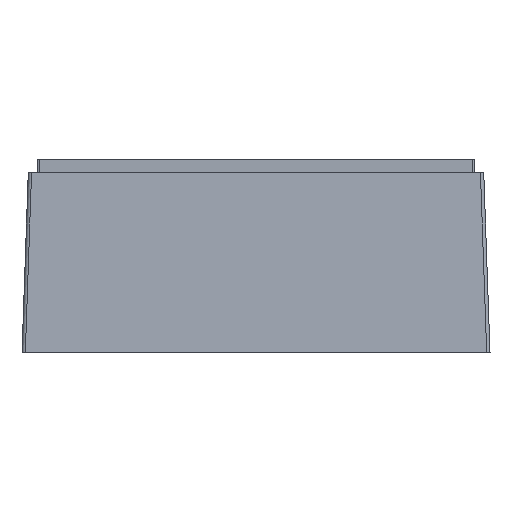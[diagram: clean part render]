
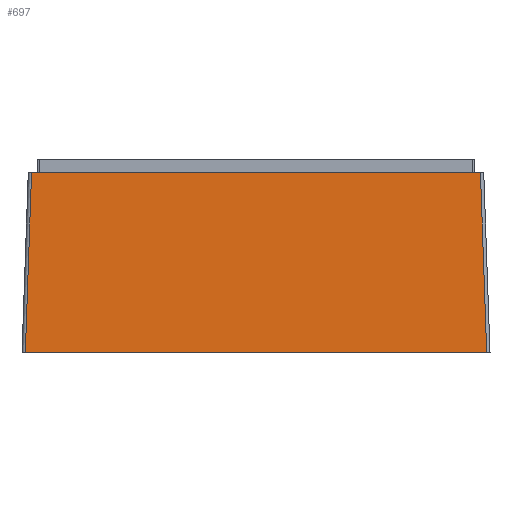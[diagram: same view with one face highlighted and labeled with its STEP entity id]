
A CAD part, front view. The second image highlights one B-rep face of the part: STEP entity #697.
In plain terms, the highlighted planar face has unit normal (0, -0.999, 0.035).
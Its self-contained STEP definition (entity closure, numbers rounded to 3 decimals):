
#684=AXIS2_PLACEMENT_3D('Plane Axis2P3D',#681,#682,#683) ;
#430=CARTESIAN_POINT('Vertex',(0.869,0.569,16.3)) ;
#433=CARTESIAN_POINT('Line Origine',(21.25,0.569,16.3)) ;
#437=CARTESIAN_POINT('Vertex',(41.631,0.569,16.3)) ;
#584=CARTESIAN_POINT('Vertex',(0.3,0.,0.)) ;
#587=CARTESIAN_POINT('Line Origine',(-0.496,-0.796,-22.803)) ;
#605=CARTESIAN_POINT('Line Origine',(42.996,-0.796,-22.803)) ;
#609=CARTESIAN_POINT('Vertex',(42.2,0.,0.)) ;
#681=CARTESIAN_POINT('Axis2P3D Location',(0.,0.,0.)) ;
#686=CARTESIAN_POINT('Line Origine',(21.25,0.,0.)) ;
#434=DIRECTION('Vector Direction',(-1.,0.,0.)) ;
#588=DIRECTION('Vector Direction',(0.035,0.035,0.999)) ;
#606=DIRECTION('Vector Direction',(-0.035,0.035,0.999)) ;
#682=DIRECTION('Axis2P3D Direction',(0.,-0.999,0.035)) ;
#683=DIRECTION('Axis2P3D XDirection',(1.,0.,0.)) ;
#687=DIRECTION('Vector Direction',(-1.,0.,0.)) ;
#435=VECTOR('Line Direction',#434,1.) ;
#589=VECTOR('Line Direction',#588,1.) ;
#607=VECTOR('Line Direction',#606,1.) ;
#688=VECTOR('Line Direction',#687,1.) ;
#692=ORIENTED_EDGE('',*,*,#439,.T.) ;
#693=ORIENTED_EDGE('',*,*,#591,.F.) ;
#694=ORIENTED_EDGE('',*,*,#690,.F.) ;
#695=ORIENTED_EDGE('',*,*,#611,.T.) ;
#697=ADVANCED_FACE('MANIFOLD_SOLID_BREP #20178',(#696),#685,.T.) ;
#439=EDGE_CURVE('',#438,#431,#436,.T.) ;
#591=EDGE_CURVE('',#585,#431,#590,.T.) ;
#611=EDGE_CURVE('',#610,#438,#608,.T.) ;
#690=EDGE_CURVE('',#610,#585,#689,.T.) ;
#691=EDGE_LOOP('',(#692,#693,#694,#695)) ;
#696=FACE_OUTER_BOUND('',#691,.T.) ;
#436=LINE('Line',#433,#435) ;
#590=LINE('Line',#587,#589) ;
#608=LINE('Line',#605,#607) ;
#689=LINE('Line',#686,#688) ;
#685=PLANE('',#684) ;
#431=VERTEX_POINT('',#430) ;
#438=VERTEX_POINT('',#437) ;
#585=VERTEX_POINT('',#584) ;
#610=VERTEX_POINT('',#609) ;
